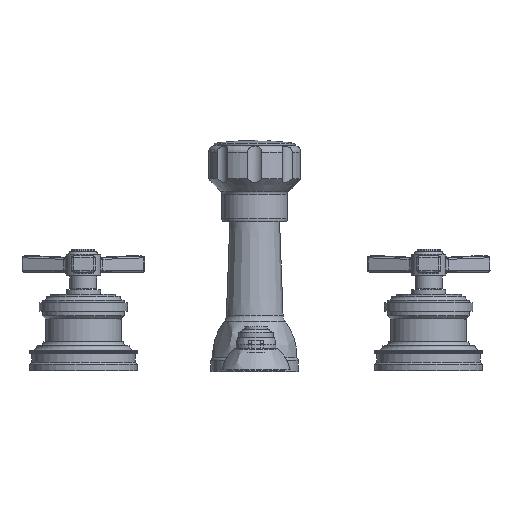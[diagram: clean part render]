
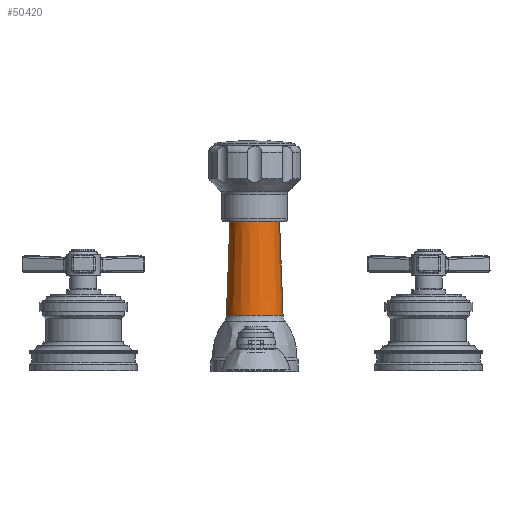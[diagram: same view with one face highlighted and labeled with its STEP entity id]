
A CAD part, top view. The second image highlights one B-rep face of the part: STEP entity #50420.
In plain terms, the highlighted conical face has half-angle 2.15 degrees and reference radius 15.652 mm.
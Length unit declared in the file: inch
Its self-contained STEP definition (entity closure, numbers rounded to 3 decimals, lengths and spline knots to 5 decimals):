
#49665=CARTESIAN_POINT('',(-0.03005,3.468,-9.002));
#49666=DIRECTION('',(0.,-1.,0.));
#49667=DIRECTION('',(1.,0.,0.));
#49668=AXIS2_PLACEMENT_3D('',#49665,#49666,#49667);
#49675=DIRECTION('',(0.038,0.999,0.));
#49676=VECTOR('',#49675,2.16618);
#49677=CARTESIAN_POINT('',(-0.68692,1.30334,
-9.002));
#49678=LINE('',#49677,#49676);
#49679=DIRECTION('',(-0.038,0.999,0.));
#49680=VECTOR('',#49679,2.16618);
#49681=CARTESIAN_POINT('',(0.62682,1.30334,
-9.002));
#49682=LINE('',#49681,#49680);
#49698=CARTESIAN_POINT('',(-0.03005,1.30334,-9.002));
#49699=DIRECTION('',(0.,-1.,0.));
#49700=DIRECTION('',(1.,0.,0.));
#49701=AXIS2_PLACEMENT_3D('',#49698,#49699,#49700);
#49793=CARTESIAN_POINT('',(-0.68692,1.30334,-9.002));
#49794=CARTESIAN_POINT('',(0.62682,1.30334,-9.002));
#49795=VERTEX_POINT('',#49793);
#49796=VERTEX_POINT('',#49794);
#49887=CARTESIAN_POINT('',(0.54554,3.468,-9.002));
#49888=CARTESIAN_POINT('',(-0.60564,3.468,-9.002));
#49889=VERTEX_POINT('',#49887);
#49890=VERTEX_POINT('',#49888);
#50406=CARTESIAN_POINT('',(-0.03005,2.38567,-9.002));
#50407=DIRECTION('',(0.,-1.,0.));
#50408=DIRECTION('',(-1.,0.,0.));
#50409=AXIS2_PLACEMENT_3D('',#50406,#50407,#50408);
#50410=CONICAL_SURFACE('',#50409,0.61623,2.15);
#50411=ORIENTED_EDGE('',*,*,#50399,.F.);
#50413=ORIENTED_EDGE('',*,*,#50412,.F.);
#50415=ORIENTED_EDGE('',*,*,#50414,.T.);
#50417=ORIENTED_EDGE('',*,*,#50416,.T.);
#50418=EDGE_LOOP('',(#50411,#50413,#50415,#50417));
#50419=FACE_OUTER_BOUND('',#50418,.F.);
#50420=ADVANCED_FACE('',(#50419),#50410,.T.);
#49669=CIRCLE('',#49668,0.57559);
#49702=CIRCLE('',#49701,0.65687);
#50399=EDGE_CURVE('',#49889,#49890,#49669,.T.);
#50412=EDGE_CURVE('',#49796,#49889,#49682,.T.);
#50414=EDGE_CURVE('',#49796,#49795,#49702,.T.);
#50416=EDGE_CURVE('',#49795,#49890,#49678,.T.);
